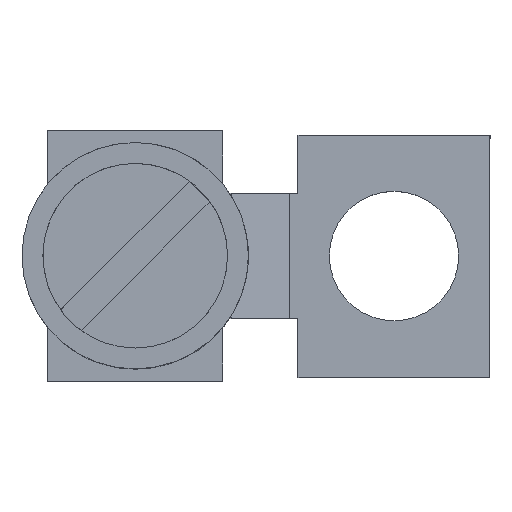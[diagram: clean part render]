
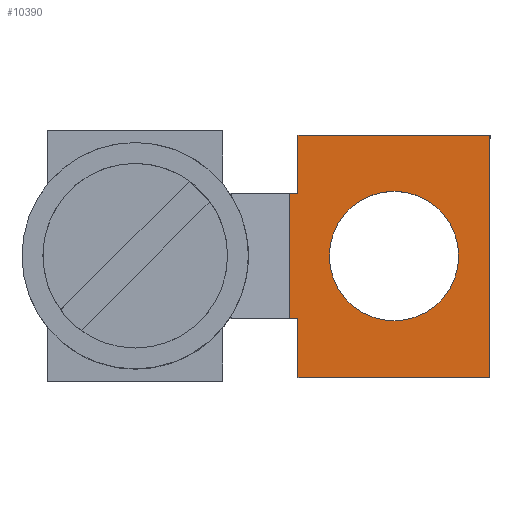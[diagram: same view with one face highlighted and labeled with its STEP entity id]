
A CAD part, top view. The second image highlights one B-rep face of the part: STEP entity #10390.
In plain terms, the highlighted face is planar.
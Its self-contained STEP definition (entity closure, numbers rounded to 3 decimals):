
#590=CARTESIAN_POINT('',(55.841,48.458,4.6));
#600=VERTEX_POINT('',#590);
#750=CARTESIAN_POINT('',(51.241,48.458,4.6));
#760=VERTEX_POINT('',#750);
#790=CARTESIAN_POINT('',(69.241,48.458,4.6));
#800=DIRECTION('',(1.,0.,0.));
#810=VECTOR('',#800,1.);
#820=LINE('',#790,#810);
#830=EDGE_CURVE('',#760,#600,#820,.T.);
#1460=CARTESIAN_POINT('',(69.241,48.458,6.));
#1470=DIRECTION('',(-1.,0.,0.));
#1480=VECTOR('',#1470,1.);
#1490=LINE('',#1460,#1480);
#1500=CARTESIAN_POINT('',(51.241,48.458,6.));
#1510=VERTEX_POINT('',#1500);
#1520=CARTESIAN_POINT('',(51.041,48.458,6.));
#1530=VERTEX_POINT('',#1520);
#1540=EDGE_CURVE('',#1510,#1530,#1490,.T.);
#2770=CARTESIAN_POINT('',(51.241,48.458,10.4));
#2780=VERTEX_POINT('',#2770);
#2930=CARTESIAN_POINT('',(55.841,48.458,10.4));
#2940=VERTEX_POINT('',#2930);
#2970=CARTESIAN_POINT('',(69.241,48.458,10.4));
#2980=DIRECTION('',(1.,0.,0.));
#2990=VECTOR('',#2980,1.);
#3000=LINE('',#2970,#2990);
#3010=EDGE_CURVE('',#2780,#2940,#3000,.T.);
#4090=CARTESIAN_POINT('',(51.241,48.458,9.));
#4100=VERTEX_POINT('',#4090);
#4130=CARTESIAN_POINT('',(69.241,48.458,9.));
#4140=DIRECTION('',(1.,0.,0.));
#4150=VECTOR('',#4140,1.);
#4160=LINE('',#4130,#4150);
#4170=CARTESIAN_POINT('',(51.041,48.458,9.));
#4180=VERTEX_POINT('',#4170);
#4190=EDGE_CURVE('',#4180,#4100,#4160,.T.);
#7570=CARTESIAN_POINT('',(51.241,48.458,4.6));
#7580=DIRECTION('',(0.,0.,1.));
#7590=VECTOR('',#7580,1.);
#7600=LINE('',#7570,#7590);
#7610=EDGE_CURVE('',#760,#1510,#7600,.T.);
#9110=CARTESIAN_POINT('',(51.241,48.458,4.6));
#9120=DIRECTION('',(0.,0.,1.));
#9130=VECTOR('',#9120,1.);
#9140=LINE('',#9110,#9130);
#9150=EDGE_CURVE('',#4100,#2780,#9140,.T.);
#9820=CARTESIAN_POINT('',(55.841,48.458,4.6));
#9830=DIRECTION('',(0.,0.,-1.));
#9840=VECTOR('',#9830,1.);
#9850=LINE('',#9820,#9840);
#9860=EDGE_CURVE('',#2940,#600,#9850,.T.);
#10000=CARTESIAN_POINT('',(51.115,48.458,4.6))
;
#10010=DIRECTION('',(0.,1.,0.));
#10020=DIRECTION('',(-1.,0.,0.));
#10030=AXIS2_PLACEMENT_3D('',#10000,#10010,#10020);
#10040=PLANE('',#10030);
#10050=CARTESIAN_POINT('',(53.541,48.458,7.5));
#10060=DIRECTION('',(0.,-1.,0.));
#10070=DIRECTION('',(1.,0.,0.));
#10080=AXIS2_PLACEMENT_3D('',#10050,#10060,#10070);
#10090=CIRCLE('',#10080,1.55);
#10100=CARTESIAN_POINT('',(53.541,48.458,9.05));
#10110=VERTEX_POINT('',#10100);
#10120=CARTESIAN_POINT('',(51.991,48.458,7.5));
#10130=VERTEX_POINT('',#10120);
#10140=EDGE_CURVE('',#10110,#10130,#10090,.T.);
#10150=ORIENTED_EDGE('',*,*,#10140,.F.);
#10160=CARTESIAN_POINT('',(55.091,48.458,7.5));
#10170=VERTEX_POINT('',#10160);
#10180=EDGE_CURVE('',#10130,#10170,#10090,.T.);
#10190=ORIENTED_EDGE('',*,*,#10180,.F.);
#10200=EDGE_CURVE('',#10170,#10110,#10090,.T.);
#10210=ORIENTED_EDGE('',*,*,#10200,.F.);
#10220=EDGE_LOOP('',(#10210,#10190,#10150));
#10230=FACE_BOUND('',#10220,.T.);
#10240=ORIENTED_EDGE('',*,*,#830,.T.);
#10250=ORIENTED_EDGE('',*,*,#7610,.F.);
#10260=ORIENTED_EDGE('',*,*,#1540,.F.);
#10270=CARTESIAN_POINT('',(51.041,48.458,4.6));
#10280=DIRECTION('',(0.,0.,1.));
#10290=VECTOR('',#10280,1.);
#10300=LINE('',#10270,#10290);
#10310=EDGE_CURVE('',#1530,#4180,#10300,.T.);
#10320=ORIENTED_EDGE('',*,*,#10310,.F.);
#10330=ORIENTED_EDGE('',*,*,#4190,.F.);
#10340=ORIENTED_EDGE('',*,*,#9150,.F.);
#10350=ORIENTED_EDGE('',*,*,#3010,.F.);
#10360=ORIENTED_EDGE('',*,*,#9860,.F.);
#10370=EDGE_LOOP('',(#10360,#10350,#10340,#10330,#10320,#10260,#10250,
#10240));
#10380=FACE_OUTER_BOUND('',#10370,.T.);
#10390=ADVANCED_FACE('',(#10230,#10380),#10040,.F.);
